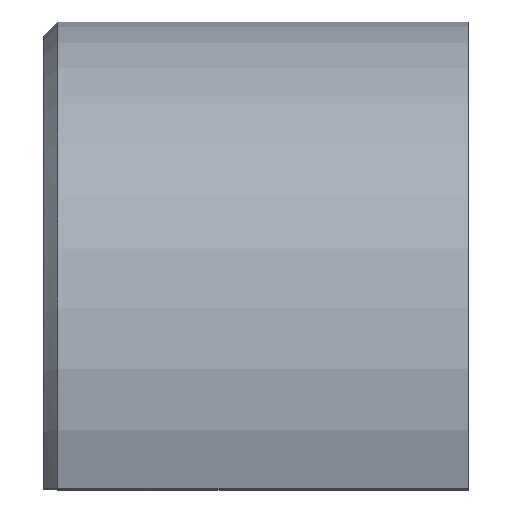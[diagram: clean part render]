
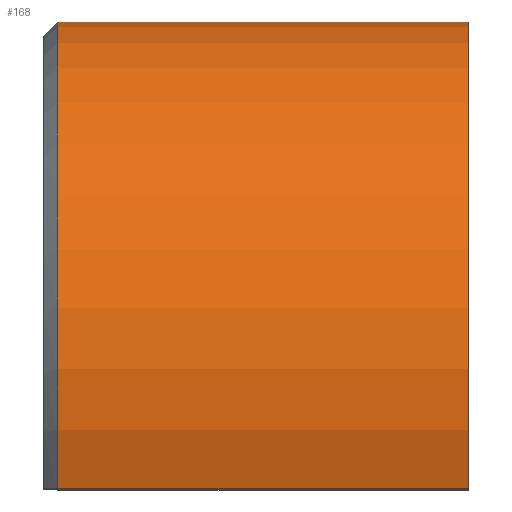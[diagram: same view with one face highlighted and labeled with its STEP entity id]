
A CAD part, top view. The second image highlights one B-rep face of the part: STEP entity #168.
In plain terms, the highlighted cylindrical face has radius 37.5 mm (diameter 75 mm), a partial arc.
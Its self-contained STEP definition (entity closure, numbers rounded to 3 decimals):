
#127=CARTESIAN_POINT('',(-22.5,0.0,0.0));
#128=DIRECTION('',(1.0,0.0,0.0));
#129=DIRECTION('',(0.0,1.0,0.0));
#130=AXIS2_PLACEMENT_3D('',#127,#128,#129);
#131=CYLINDRICAL_SURFACE('',#130,37.5);
#132=CARTESIAN_POINT('',(-43.5,37.5,0.));
#133=VERTEX_POINT('',#132);
#134=CARTESIAN_POINT('',(0.0,37.5,0.));
#135=VERTEX_POINT('',#134);
#136=CARTESIAN_POINT('',(-43.5,37.5,0.));
#137=DIRECTION('',(1.0,0.0,0.0));
#138=VECTOR('',#137,43.5);
#139=LINE('',#136,#138);
#140=EDGE_CURVE('',#133,#135,#139,.T.);
#141=ORIENTED_EDGE('',*,*,#140,.F.);
#142=CARTESIAN_POINT('',(-43.5,-12.,35.528));
#143=VERTEX_POINT('',#142);
#144=CARTESIAN_POINT('',(-43.5,0.0,0.0));
#145=DIRECTION('',(-1.0,0.0,0.0));
#146=DIRECTION('',(0.0,1.0,0.0));
#147=AXIS2_PLACEMENT_3D('',#144,#145,#146);
#148=CIRCLE('',#147,37.5);
#149=EDGE_CURVE('',#143,#133,#148,.T.);
#150=ORIENTED_EDGE('',*,*,#149,.F.);
#151=CARTESIAN_POINT('',(0.0,-12.,35.528));
#152=VERTEX_POINT('',#151);
#153=CARTESIAN_POINT('',(-43.5,-12.,35.528));
#154=DIRECTION('',(1.0,0.0,0.0));
#155=VECTOR('',#154,43.5);
#156=LINE('',#153,#155);
#157=EDGE_CURVE('',#143,#152,#156,.T.);
#158=ORIENTED_EDGE('',*,*,#157,.T.);
#159=CARTESIAN_POINT('',(0.0,0.0,0.0));
#160=DIRECTION('',(1.0,0.0,0.0));
#161=DIRECTION('',(0.0,1.0,0.0));
#162=AXIS2_PLACEMENT_3D('',#159,#160,#161);
#163=CIRCLE('',#162,37.5);
#164=EDGE_CURVE('',#135,#152,#163,.T.);
#165=ORIENTED_EDGE('',*,*,#164,.F.);
#166=EDGE_LOOP('',(#141,#150,#158,#165));
#167=FACE_OUTER_BOUND('',#166,.T.);
#168=ADVANCED_FACE('',(#167),#131,.T.);
